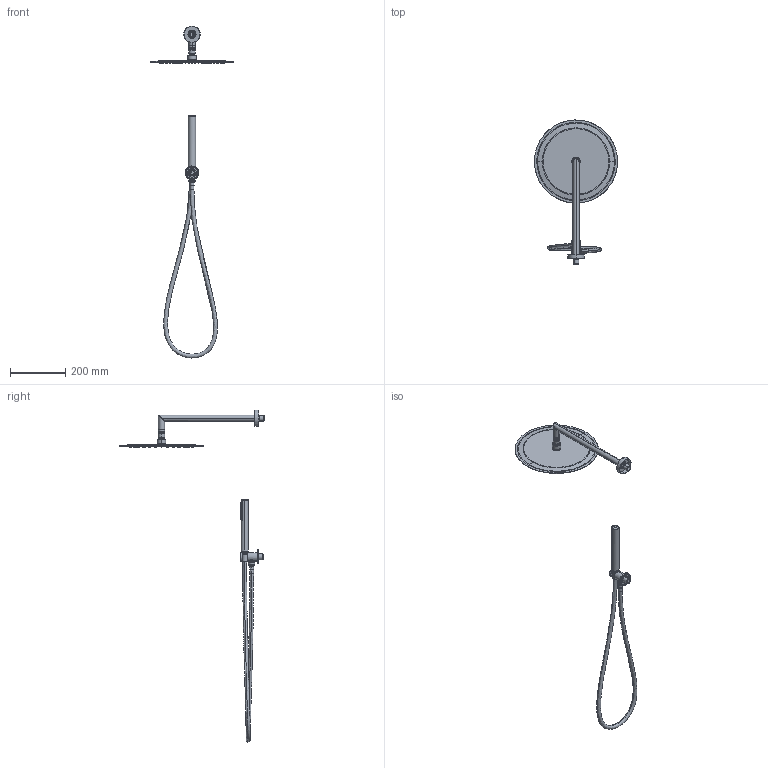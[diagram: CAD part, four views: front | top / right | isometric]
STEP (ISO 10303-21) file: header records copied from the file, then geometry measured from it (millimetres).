
FILE_DESCRIPTION(('CATIA V5 STEP Exchange','CAx-IF Rec.Pracs.--- Model Styling and Organization---1.5--- 2016-08-15','CAx-IF Rec.Pracs.---Supplemental Geometry---1.0---2011-11-01','CAx-IF Rec.Pracs.--- Composite Materials ---3.4---2017-06-13','CAx-IF Rec.Pracs.---Tessellated 3D Geometry---1.0---2015-12-17'),'2;1');
FILE_NAME('SSKK0060.stp','2023-02-09T07:47:31+00:00',('none'),('none'),'CATIA Version 5-6 Release 2020 SP2','CATIA V5 STEP AP242 v2','none');
FILE_SCHEMA(('AP242_MANAGED_MODEL_BASED_3D_ENGINEERING_MIM_LF {1 0 10303 442 1 1 4}'));
Length unit declared in the file: millimetre
Products named in the file (1): SSKK0060
Bounding box: 300 x 520.01 x 1197.73 mm (x, y, z)
Volume: 680496.4 mm3; surface area: 327561.6 mm2
Topology: 13 solids, 68 shells, 1083 faces, 2421 edges, 1692 vertices
Faces by surface type: cylinder 487, plane 266, torus 247, cone 71, bspline 8, sphere 4
Entity records: 34554 total; most frequent: CARTESIAN_POINT 13109, ORIENTED_EDGE 4559, DIRECTION 3134, EDGE_CURVE 2417, AXIS2_PLACEMENT_3D 1950, VERTEX_POINT 1692, EDGE_LOOP 1385, CIRCLE 1356
